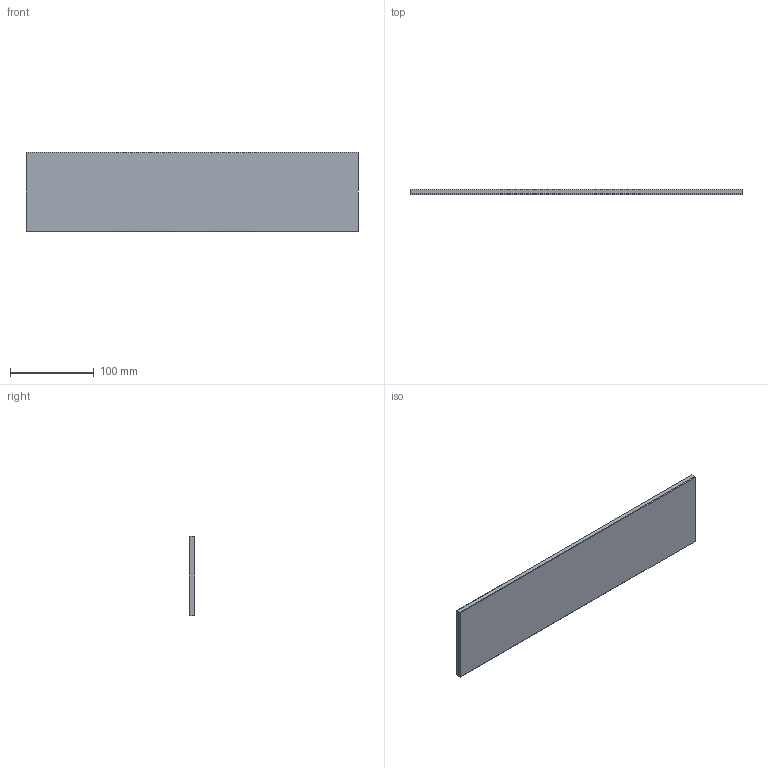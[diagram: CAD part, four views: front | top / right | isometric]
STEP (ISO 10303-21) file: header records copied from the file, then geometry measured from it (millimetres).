
FILE_DESCRIPTION(/* description */ (''),/* implementation_level */ '2;1');
FILE_NAME(/* name */ '3D_200-2680-XX.stp',/* time_stamp */ '2022-03-17T11:55:26+01:00',/* author */ ('as'),/* organization */ (''),/* preprocessor_version */ 'ST-DEVELOPER v18.1',/* originating_system */ 'Autodesk Inventor 2021',/* authorisation */ '');
FILE_SCHEMA (('CONFIG_CONTROL_DESIGN'));
Length unit declared in the file: millimetre
Products named in the file (1): Ex Liro Holz Einlage H95 450 ohne DL
Bounding box: 397 x 6 x 95 mm (x, y, z)
Volume: 226004.2 mm3; surface area: 80774.4 mm2
Topology: 1 solids, 1 shells, 10 faces, 24 edges, 16 vertices
Faces by surface type: plane 10
Entity records: 346 total; most frequent: CARTESIAN_POINT 51, ORIENTED_EDGE 48, DIRECTION 46, LINE 24, VECTOR 24, EDGE_CURVE 24, VERTEX_POINT 16, STYLED_ITEM 11
